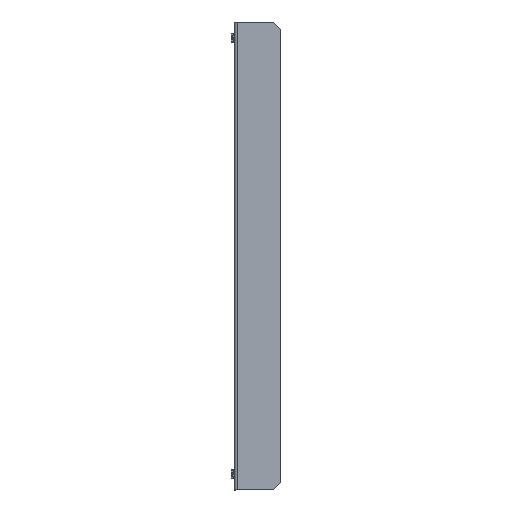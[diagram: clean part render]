
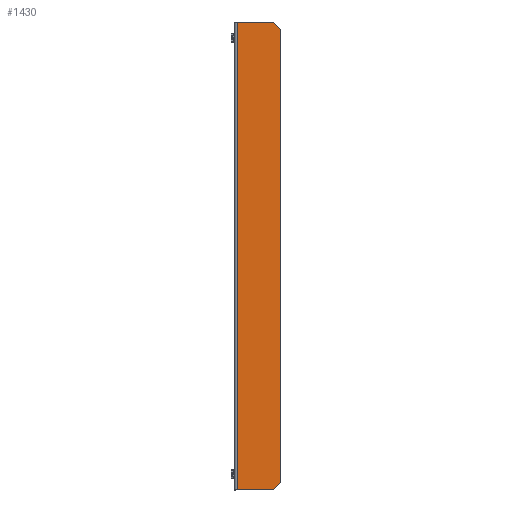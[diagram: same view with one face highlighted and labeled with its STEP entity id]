
A CAD part, top view. The second image highlights one B-rep face of the part: STEP entity #1430.
In plain terms, the highlighted planar face has unit normal (0, 0, 1).
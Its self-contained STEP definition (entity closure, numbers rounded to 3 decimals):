
#1120=CARTESIAN_POINT('',(22.5,327.0,2.0));
#1121=VERTEX_POINT('',#1120);
#1122=CARTESIAN_POINT('',(32.5,317.0,2.0));
#1123=VERTEX_POINT('',#1122);
#1124=CARTESIAN_POINT('',(22.5,327.,2.0));
#1125=DIRECTION('',(0.707,-0.707,0.0));
#1126=VECTOR('',#1125,14.142);
#1127=LINE('',#1124,#1126);
#1128=EDGE_CURVE('',#1121,#1123,#1127,.T.);
#1193=CARTESIAN_POINT('',(-28.5,327.0,2.0));
#1194=VERTEX_POINT('',#1193);
#1202=CARTESIAN_POINT('',(-28.5,327.0,2.0));
#1203=DIRECTION('',(1.0,0.0,0.0));
#1204=VECTOR('',#1203,51.);
#1205=LINE('',#1202,#1204);
#1206=EDGE_CURVE('',#1194,#1121,#1205,.T.);
#1256=CARTESIAN_POINT('',(32.5,-317.0,2.0));
#1257=VERTEX_POINT('',#1256);
#1258=CARTESIAN_POINT('',(22.5,-327.0,2.0));
#1259=VERTEX_POINT('',#1258);
#1260=CARTESIAN_POINT('',(32.5,-317.0,2.));
#1261=DIRECTION('',(-0.707,-0.707,0.0));
#1262=VECTOR('',#1261,14.142);
#1263=LINE('',#1260,#1262);
#1264=EDGE_CURVE('',#1257,#1259,#1263,.T.);
#1288=CARTESIAN_POINT('',(-28.5,-327.0,2.0));
#1289=VERTEX_POINT('',#1288);
#1290=CARTESIAN_POINT('',(22.5,-327.0,2.0));
#1291=DIRECTION('',(-1.0,0.0,0.0));
#1292=VECTOR('',#1291,51.0);
#1293=LINE('',#1290,#1292);
#1294=EDGE_CURVE('',#1259,#1289,#1293,.T.);
#1390=CARTESIAN_POINT('',(-28.5,327.,2.0));
#1391=DIRECTION('',(0.0,-1.0,0.0));
#1392=VECTOR('',#1391,654.0);
#1393=LINE('',#1390,#1392);
#1394=EDGE_CURVE('',#1194,#1289,#1393,.T.);
#1412=CARTESIAN_POINT('',(0.0,0.,2.0));
#1413=DIRECTION('',(0.0,0.0,1.0));
#1414=DIRECTION('',(1.0,0.0,0.0));
#1415=AXIS2_PLACEMENT_3D('',#1412,#1413,#1414);
#1416=PLANE('',#1415);
#1417=ORIENTED_EDGE('',*,*,#1128,.F.);
#1418=ORIENTED_EDGE('',*,*,#1206,.F.);
#1419=ORIENTED_EDGE('',*,*,#1394,.T.);
#1420=ORIENTED_EDGE('',*,*,#1294,.F.);
#1421=ORIENTED_EDGE('',*,*,#1264,.F.);
#1422=CARTESIAN_POINT('',(32.5,317.0,2.0));
#1423=DIRECTION('',(0.0,-1.0,0.0));
#1424=VECTOR('',#1423,634.0);
#1425=LINE('',#1422,#1424);
#1426=EDGE_CURVE('',#1123,#1257,#1425,.T.);
#1427=ORIENTED_EDGE('',*,*,#1426,.F.);
#1428=EDGE_LOOP('',(#1417,#1418,#1419,#1420,#1421,#1427));
#1429=FACE_OUTER_BOUND('',#1428,.T.);
#1430=ADVANCED_FACE('',(#1429),#1416,.T.);
